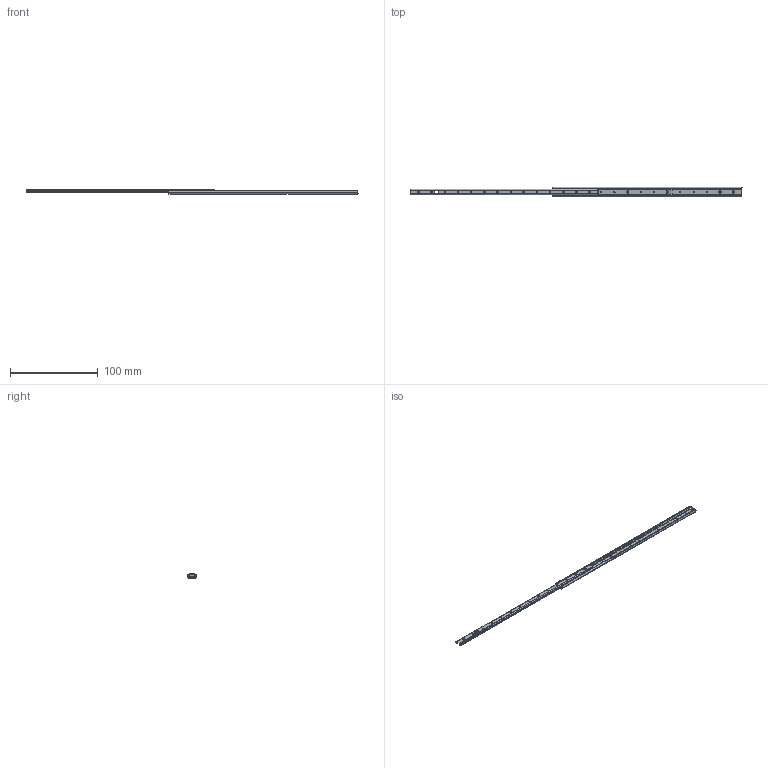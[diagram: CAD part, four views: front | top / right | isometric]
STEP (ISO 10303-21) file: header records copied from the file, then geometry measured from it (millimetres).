
FILE_DESCRIPTION (( 'STEP AP203' ), '1' );
FILE_NAME ('U1021-215.STEP', '2020-06-24T05:52:31', ( '' ), ( '' ), 'SwSTEP 2.0', 'SolidWorks 2019', '' );
FILE_SCHEMA (( 'CONFIG_CONTROL_DESIGN' ));
Length unit declared in the file: millimetre
Products named in the file (3): U1021-215 IM; U1021-215; U1021-215 OM
Assembly tree (2 placements, depth 2):
  U1021-215
    U1021-215 OM
    U1021-215 IM
Bounding box: 377.4 x 10.59 x 5 mm (x, y, z)
Volume: 3034.8 mm3; surface area: 12709.5 mm2
Topology: 2 solids, 2 shells, 311 faces, 911 edges, 596 vertices
Faces by surface type: cylinder 176, plane 83, torus 34, bspline 18
Entity records: 16083 total; most frequent: CARTESIAN_POINT 7645, ORIENTED_EDGE 1822, DIRECTION 1642, EDGE_CURVE 911, AXIS2_PLACEMENT_3D 639, VERTEX_POINT 596, EDGE_LOOP 373, LINE 364
